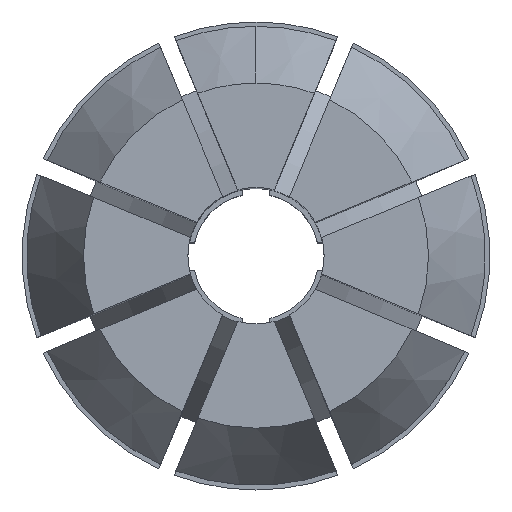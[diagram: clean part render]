
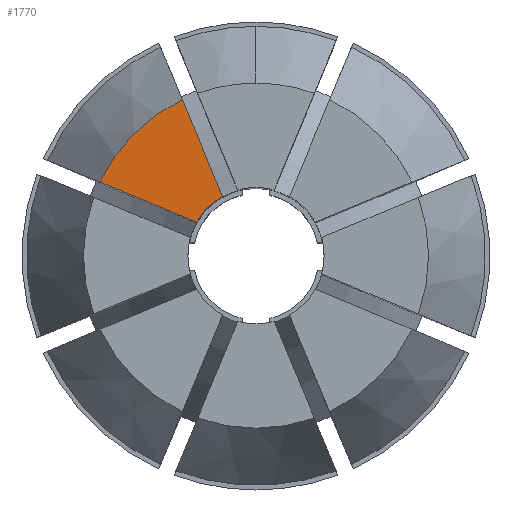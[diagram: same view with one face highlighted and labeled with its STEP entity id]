
A CAD part, top view. The second image highlights one B-rep face of the part: STEP entity #1770.
In plain terms, the highlighted planar face has unit normal (0, 0, 1).
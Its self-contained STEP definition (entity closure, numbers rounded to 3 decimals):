
#59 = DIRECTION ( 'NONE',  ( 0., 1., 0. ) ) ;
#68 = DIRECTION ( 'NONE',  ( 0., 1., 0. ) ) ;
#190 = CARTESIAN_POINT ( 'NONE',  ( -2.663, 5.644, 27.5 ) ) ;
#199 = EDGE_LOOP ( 'NONE', ( #2374, #990, #570, #1753 ) ) ;
#242 = CIRCLE ( 'NONE', #2213, 2.463 ) ;
#303 = AXIS2_PLACEMENT_3D ( 'NONE', #2801, #2861, #59 ) ;
#388 = LINE ( 'NONE', #2771, #1823 ) ;
#399 = CARTESIAN_POINT ( 'NONE',  ( -2.484, 5.212, 27.5 ) ) ;
#459 = DIRECTION ( 'NONE',  ( 0., 0., 1. ) ) ;
#570 = ORIENTED_EDGE ( 'NONE', *, *, #3621, .F. ) ;
#597 = LINE ( 'NONE', #399, #2590 ) ;
#693 = DIRECTION ( 'NONE',  ( 0., 0., -1. ) ) ;
#931 = DIRECTION ( 'NONE',  ( -0.924, 0.383, 0. ) ) ;
#990 = ORIENTED_EDGE ( 'NONE', *, *, #1302, .T. ) ;
#1118 = AXIS2_PLACEMENT_3D ( 'NONE', #1693, #459, #3510 ) ;
#1302 = EDGE_CURVE ( 'NONE', #2680, #3792, #597, .T. ) ;
#1574 = EDGE_CURVE ( 'NONE', #2911, #2680, #242, .T. ) ;
#1623 = CIRCLE ( 'NONE', #303, 6.24 ) ;
#1693 = CARTESIAN_POINT ( 'NONE',  ( 0., 6.24, 27.5 ) ) ;
#1753 = ORIENTED_EDGE ( 'NONE', *, *, #2523, .F. ) ;
#1770 = ADVANCED_FACE ( 'NONE', ( #2975 ), #2569, .T. ) ;
#1800 = VERTEX_POINT ( 'NONE', #3019 ) ;
#1823 = VECTOR ( 'NONE', #931, 1000. ) ;
#1917 = CARTESIAN_POINT ( 'NONE',  ( 0., 0., 27.5 ) ) ;
#2088 = CARTESIAN_POINT ( 'NONE',  ( -2.144, 1.213, 27.5 ) ) ;
#2213 = AXIS2_PLACEMENT_3D ( 'NONE', #1917, #693, #68 ) ;
#2374 = ORIENTED_EDGE ( 'NONE', *, *, #1574, .T. ) ;
#2523 = EDGE_CURVE ( 'NONE', #2911, #1800, #388, .T. ) ;
#2569 = PLANE ( 'NONE',  #1118 ) ;
#2590 = VECTOR ( 'NONE', #3137, 1000. ) ;
#2680 = VERTEX_POINT ( 'NONE', #3827 ) ;
#2771 = CARTESIAN_POINT ( 'NONE',  ( -2.092, 1.191, 27.5 ) ) ;
#2801 = CARTESIAN_POINT ( 'NONE',  ( 0., 0., 27.5 ) ) ;
#2861 = DIRECTION ( 'NONE',  ( 0., 0., -1. ) ) ;
#2911 = VERTEX_POINT ( 'NONE', #2088 ) ;
#2975 = FACE_OUTER_BOUND ( 'NONE', #199, .T. ) ;
#3019 = CARTESIAN_POINT ( 'NONE',  ( -5.644, 2.663, 27.5 ) ) ;
#3137 = DIRECTION ( 'NONE',  ( -0.383, 0.924, 0. ) ) ;
#3510 = DIRECTION ( 'NONE',  ( 0., -1., 0. ) ) ;
#3621 = EDGE_CURVE ( 'NONE', #1800, #3792, #1623, .T. ) ;
#3792 = VERTEX_POINT ( 'NONE', #190 ) ;
#3827 = CARTESIAN_POINT ( 'NONE',  ( -1.213, 2.144, 27.5 ) ) ;
